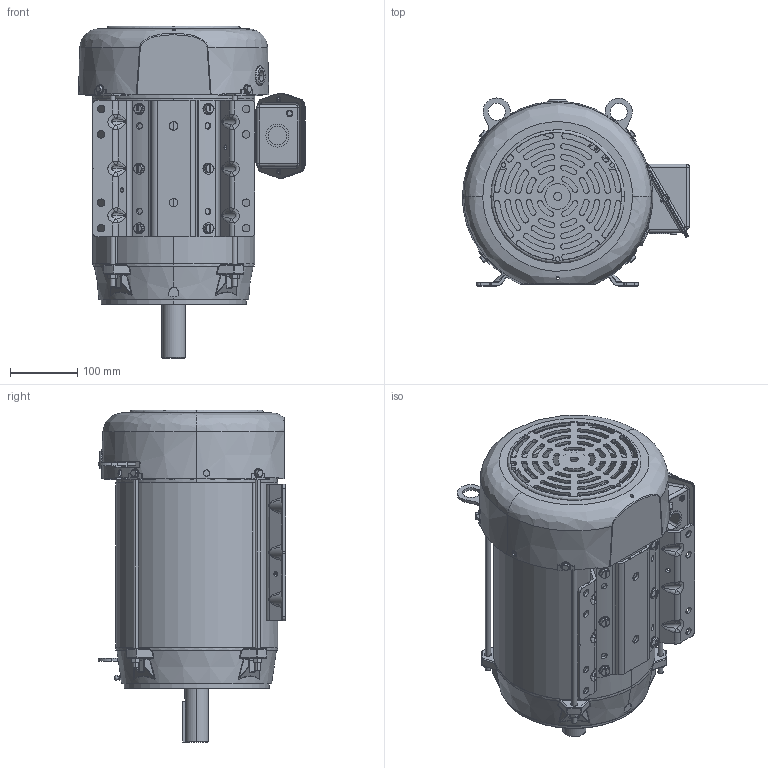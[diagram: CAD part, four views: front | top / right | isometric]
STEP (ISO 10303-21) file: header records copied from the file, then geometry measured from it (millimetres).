
FILE_DESCRIPTION (( 'STEP AP214' ), '1' );
FILE_NAME ('C389B 1st.STEP', '2019-06-04T23:39:50', ( '' ), ( '' ), 'SwSTEP 2.0', 'SolidWorks 2017', '' );
FILE_SCHEMA (( 'AUTOMOTIVE_DESIGN' ));
Length unit declared in the file: inch
Products named in the file (1): C389B 1st
Bounding box: 338 x 279.58 x 494.43 mm (x, y, z)
Volume: 3200474.3 mm3; surface area: 1384998.9 mm2
Topology: 38 solids, 38 shells, 3568 faces, 9423 edges, 5921 vertices
Faces by surface type: cylinder 1147, plane 1121, bspline 880, cone 420
Entity records: 200087 total; most frequent: CARTESIAN_POINT 118091, ORIENTED_EDGE 18670, DIRECTION 15165, EDGE_CURVE 9335, VERTEX_POINT 5921, AXIS2_PLACEMENT_3D 5903, EDGE_LOOP 3882, FACE_OUTER_BOUND 3568
